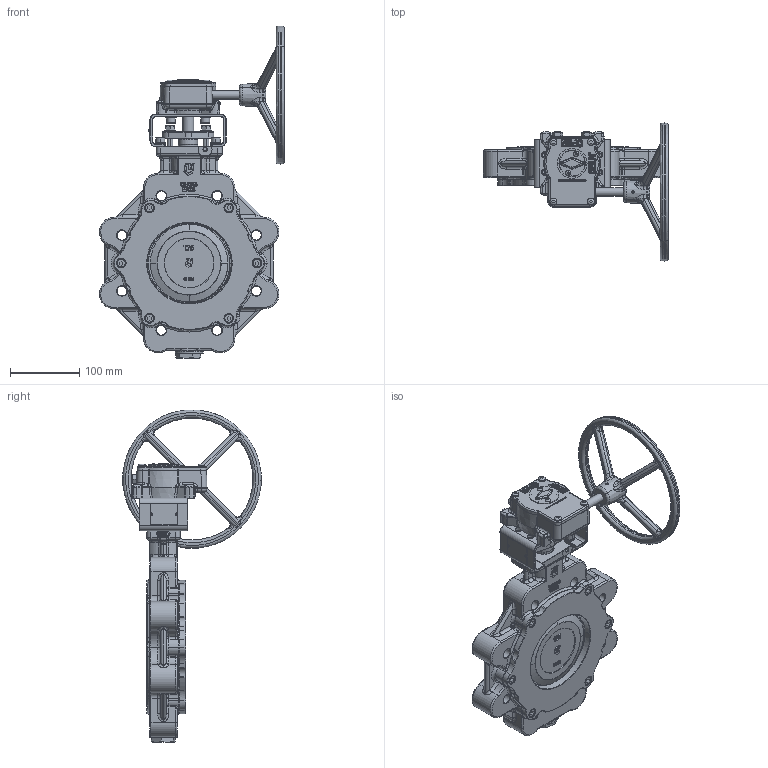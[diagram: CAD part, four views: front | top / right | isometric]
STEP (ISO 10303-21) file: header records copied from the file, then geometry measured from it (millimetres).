
FILE_DESCRIPTION(('HOOPS Exchange Step'),'2;1');
FILE_NAME('AK14_DN125_PN10-16_Getriebe.stp','2024-11-22T14:03:29+01:00',('nieru'),('Unknown organisation'),'HOOPS Exchange 2024.2','HOOPS Exchange','Unknown authorisation');
FILE_SCHEMA( ('AP203_CONFIGURATION_CONTROLLED_3D_DESIGN_OF_MECHANICAL_PARTS_AND_ASSEMBLIES_MIM_LF') );
Length unit declared in the file: millimetre
Products named in the file (8): 0; root
Assembly tree (7 placements, depth 4):
  root
    0
    0
      0
      0
      0
      0
        0
Bounding box: 267.22 x 199.24 x 479.12 mm (x, y, z)
Volume: 2503754.5 mm3; surface area: 422480.3 mm2
Topology: 64 solids, 64 shells, 3953 faces, 9694 edges, 5757 vertices
Faces by surface type: bspline 1383, cylinder 959, plane 870, cone 358, torus 260, sphere 123
Full cylindrical faces by diameter (mm): 4 x1, 5 x1, 6.647 x4, 7.6 x2, 8 x6, 8.376 x4, 9 x12, 10 x4, 12 x2, 13 x10, 13.533 x1, 14 x8, 14.8 x4, 15.5 x1, 16 x1, 20 x5, 21 x2, 22 x1, 27.5 x1, 28 x1, 38 x2, 43 x1, 71 x1, 118 x1, 129 x1, 146 x1
Entity records: 275406 total; most frequent: CARTESIAN_POINT 193572, ORIENTED_EDGE 18982, DIRECTION 13496, EDGE_CURVE 9491, VERTEX_POINT 5757, AXIS2_PLACEMENT_3D 5456, EDGE_LOOP 4124, FACE_BOUND 4124
